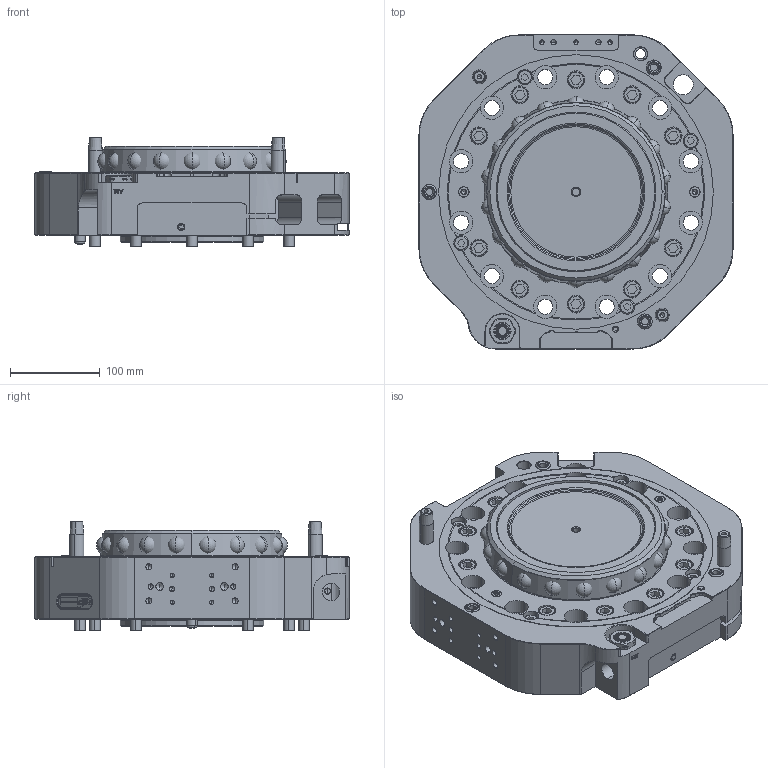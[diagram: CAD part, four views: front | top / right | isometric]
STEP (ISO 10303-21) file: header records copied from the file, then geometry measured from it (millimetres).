
FILE_DESCRIPTION (( 'STEP AP214' ), '1' );
FILE_NAME ('P7924-1.STEP', '2023-08-24T12:29:41', ( '' ), ( '' ), 'SwSTEP 2.0', 'SolidWorks 2021', '' );
FILE_SCHEMA (( 'AUTOMOTIVE_DESIGN' ));
Length unit declared in the file: millimetre
Products named in the file (1): P7924-1
Bounding box: 350 x 350 x 122.5 mm (x, y, z)
Volume: 7998626.1 mm3; surface area: 799834.7 mm2
Topology: 55 solids, 57 shells, 1730 faces, 4275 edges, 2662 vertices
Faces by surface type: plane 626, cylinder 530, cone 345, bspline 109, torus 80, sphere 40
Entity records: 76122 total; most frequent: CARTESIAN_POINT 16264, DIRECTION 8422, ORIENTED_EDGE 8134, EDGE_CURVE 4067, AXIS2_PLACEMENT_3D 3123, VERTEX_POINT 2608, LINE 2176, VECTOR 2176
